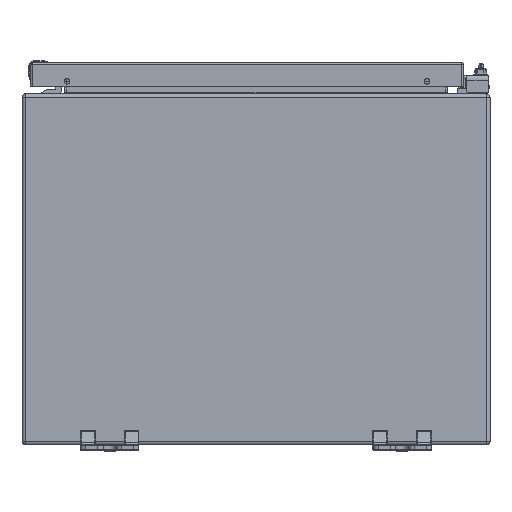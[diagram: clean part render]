
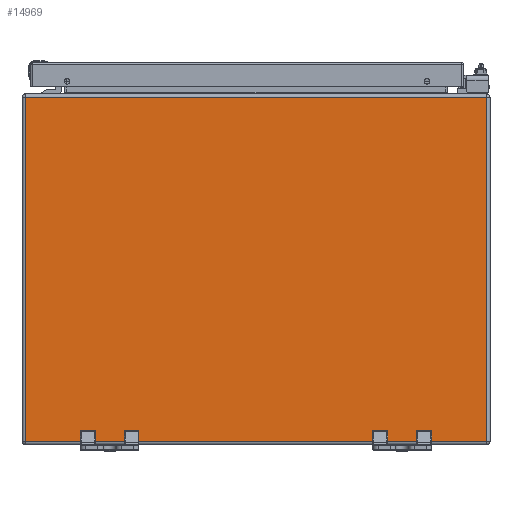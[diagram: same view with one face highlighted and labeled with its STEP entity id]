
A CAD part, front view. The second image highlights one B-rep face of the part: STEP entity #14969.
In plain terms, the highlighted planar face has unit normal (0, -1, 0).
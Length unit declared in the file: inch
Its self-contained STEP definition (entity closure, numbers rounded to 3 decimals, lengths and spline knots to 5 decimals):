
#615 = EDGE_CURVE ( 'NONE', #13639, #28833, #30319, .T. ) ;
#785 = ORIENTED_EDGE ( 'NONE', *, *, #15728, .T. ) ;
#3183 = CARTESIAN_POINT ( 'NONE',  ( -8., -10., 6. ) ) ;
#3960 = CARTESIAN_POINT ( 'NONE',  ( -7.88189, -10., 5.88189 ) ) ;
#6389 = CARTESIAN_POINT ( 'NONE',  ( 7.88189, -10., -5.88189 ) ) ;
#6505 = CARTESIAN_POINT ( 'NONE',  ( -8., -10., 5.88189 ) ) ;
#11114 = ORIENTED_EDGE ( 'NONE', *, *, #50271, .T. ) ;
#13639 = VERTEX_POINT ( 'NONE', #3960 ) ;
#14091 = CARTESIAN_POINT ( 'NONE',  ( -7.88189, -10., 6. ) ) ;
#14143 = ORIENTED_EDGE ( 'NONE', *, *, #30515, .T. ) ;
#14969 = ADVANCED_FACE ( 'NONE', ( #62128 ), #46244, .F. ) ;
#15728 = EDGE_CURVE ( 'NONE', #69541, #57451, #51599, .T. ) ;
#16079 = LINE ( 'NONE', #6505, #56809 ) ;
#16765 = VECTOR ( 'NONE', #55220, 39.37008 ) ;
#24037 = DIRECTION ( 'NONE',  ( 0., 1., 0. ) ) ;
#26569 = CARTESIAN_POINT ( 'NONE',  ( -7.88189, -10., -5.88189 ) ) ;
#28063 = CARTESIAN_POINT ( 'NONE',  ( 8., -10., -5.88189 ) ) ;
#28833 = VERTEX_POINT ( 'NONE', #26569 ) ;
#30319 = LINE ( 'NONE', #14091, #57975 ) ;
#30515 = EDGE_CURVE ( 'NONE', #28833, #69541, #64758, .T. ) ;
#34311 = EDGE_LOOP ( 'NONE', ( #58134, #14143, #785, #11114 ) ) ;
#37135 = VECTOR ( 'NONE', #40993, 39.37008 ) ;
#40993 = DIRECTION ( 'NONE',  ( 0., 0., 1. ) ) ;
#41685 = CARTESIAN_POINT ( 'NONE',  ( 7.88189, -10., 6. ) ) ;
#46244 = PLANE ( 'NONE',  #65182 ) ;
#50271 = EDGE_CURVE ( 'NONE', #57451, #13639, #16079, .T. ) ;
#51599 = LINE ( 'NONE', #41685, #37135 ) ;
#52742 = CARTESIAN_POINT ( 'NONE',  ( 7.88189, -10., 5.88189 ) ) ;
#52872 = DIRECTION ( 'NONE',  ( 0., 0., -1. ) ) ;
#55220 = DIRECTION ( 'NONE',  ( 1., 0., 0. ) ) ;
#56809 = VECTOR ( 'NONE', #69346, 39.37008 ) ;
#57451 = VERTEX_POINT ( 'NONE', #52742 ) ;
#57975 = VECTOR ( 'NONE', #52872, 39.37008 ) ;
#58134 = ORIENTED_EDGE ( 'NONE', *, *, #615, .T. ) ;
#62128 = FACE_OUTER_BOUND ( 'NONE', #34311, .T. ) ;
#64758 = LINE ( 'NONE', #28063, #16765 ) ;
#65182 = AXIS2_PLACEMENT_3D ( 'NONE', #3183, #24037, #67764 ) ;
#67764 = DIRECTION ( 'NONE',  ( 0., 0., 1. ) ) ;
#69346 = DIRECTION ( 'NONE',  ( -1., 0., 0. ) ) ;
#69541 = VERTEX_POINT ( 'NONE', #6389 ) ;
